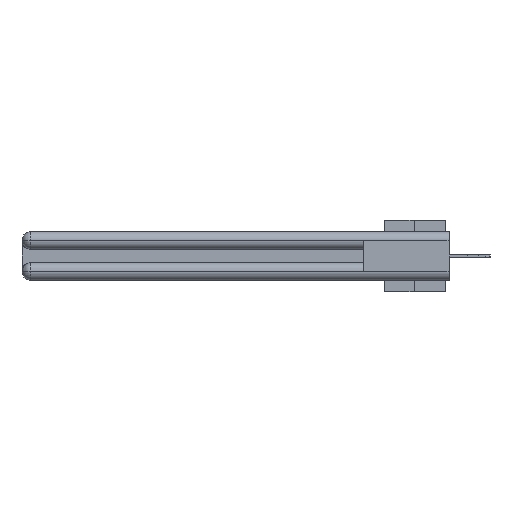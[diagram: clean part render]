
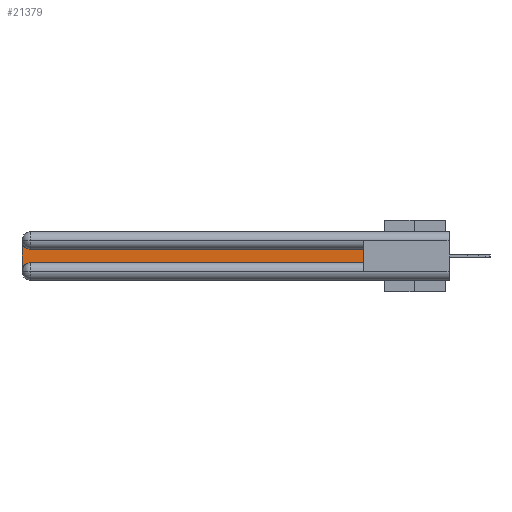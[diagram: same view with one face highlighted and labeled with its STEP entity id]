
A CAD part, left-side view. The second image highlights one B-rep face of the part: STEP entity #21379.
In plain terms, the highlighted planar face has unit normal (-1, 0, 0).
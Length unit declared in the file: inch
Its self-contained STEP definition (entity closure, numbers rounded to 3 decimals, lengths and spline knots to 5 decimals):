
#2034 = DIRECTION ( 'NONE',  ( 0., 0., -1. ) ) ;
#2694 = CARTESIAN_POINT ( 'NONE',  ( 0.075, 2.94, -0.2775 ) ) ;
#2999 = CARTESIAN_POINT ( 'NONE',  ( 0.075, 0.6, -0.2175 ) ) ;
#3138 = CIRCLE ( 'NONE', #8268, 0.06 ) ;
#3218 = DIRECTION ( 'NONE',  ( 1., 0., 0. ) ) ;
#4845 = VECTOR ( 'NONE', #25645, 39.37008 ) ;
#5258 = VECTOR ( 'NONE', #12134, 39.37008 ) ;
#5926 = DIRECTION ( 'NONE',  ( 0., 0., -1. ) ) ;
#6039 = VERTEX_POINT ( 'NONE', #20335 ) ;
#6321 = CARTESIAN_POINT ( 'NONE',  ( 0.075, 3., -0.1225 ) ) ;
#6405 = CARTESIAN_POINT ( 'NONE',  ( 0.075, 0.6, -0.1225 ) ) ;
#6564 = AXIS2_PLACEMENT_3D ( 'NONE', #40207, #21434, #2034 ) ;
#8113 = EDGE_CURVE ( 'NONE', #39500, #33616, #3138, .T. ) ;
#8268 = AXIS2_PLACEMENT_3D ( 'NONE', #2694, #25329, #5926 ) ;
#9126 = CARTESIAN_POINT ( 'NONE',  ( 0.075, 0.6, -0.1225 ) ) ;
#11840 = ORIENTED_EDGE ( 'NONE', *, *, #13298, .T. ) ;
#12134 = DIRECTION ( 'NONE',  ( 0., 0., -1. ) ) ;
#12340 = ORIENTED_EDGE ( 'NONE', *, *, #16843, .T. ) ;
#12478 = LINE ( 'NONE', #2999, #4845 ) ;
#13298 = EDGE_CURVE ( 'NONE', #6039, #39500, #13914, .T. ) ;
#13914 = LINE ( 'NONE', #28230, #5258 ) ;
#14935 = ORIENTED_EDGE ( 'NONE', *, *, #30320, .T. ) ;
#15233 = ORIENTED_EDGE ( 'NONE', *, *, #35201, .T. ) ;
#16120 = PLANE ( 'NONE',  #17305 ) ;
#16843 = EDGE_CURVE ( 'NONE', #33616, #28116, #23621, .T. ) ;
#17305 = AXIS2_PLACEMENT_3D ( 'NONE', #6321, #3218, #25856 ) ;
#18720 = EDGE_LOOP ( 'NONE', ( #14935, #36660, #11840, #34590, #12340, #15233 ) ) ;
#19348 = DIRECTION ( 'NONE',  ( 0., 1., 0. ) ) ;
#20335 = CARTESIAN_POINT ( 'NONE',  ( 0.075, 3., -0.0625 ) ) ;
#21379 = ADVANCED_FACE ( 'NONE', ( #24657 ), #16120, .F. ) ;
#21434 = DIRECTION ( 'NONE',  ( 1., 0., 0. ) ) ;
#22849 = CARTESIAN_POINT ( 'NONE',  ( 0.075, 3., -0.2775 ) ) ;
#23621 = LINE ( 'NONE', #30335, #31196 ) ;
#24657 = FACE_OUTER_BOUND ( 'NONE', #18720, .T. ) ;
#25260 = VECTOR ( 'NONE', #19348, 39.37008 ) ;
#25329 = DIRECTION ( 'NONE',  ( 1., 0., 0. ) ) ;
#25645 = DIRECTION ( 'NONE',  ( 0., 0., 1. ) ) ;
#25756 = CIRCLE ( 'NONE', #6564, 0.06 ) ;
#25856 = DIRECTION ( 'NONE',  ( 0., 0., -1. ) ) ;
#26269 = LINE ( 'NONE', #6405, #25260 ) ;
#27068 = DIRECTION ( 'NONE',  ( 0., -1., 0. ) ) ;
#28116 = VERTEX_POINT ( 'NONE', #38359 ) ;
#28230 = CARTESIAN_POINT ( 'NONE',  ( 0.075, 3., -0.2175 ) ) ;
#28757 = CARTESIAN_POINT ( 'NONE',  ( 0.075, 2.94, -0.1225 ) ) ;
#30320 = EDGE_CURVE ( 'NONE', #33696, #35186, #26269, .T. ) ;
#30335 = CARTESIAN_POINT ( 'NONE',  ( 0.075, 0.6, -0.2175 ) ) ;
#30585 = EDGE_CURVE ( 'NONE', #35186, #6039, #25756, .T. ) ;
#31196 = VECTOR ( 'NONE', #27068, 39.37008 ) ;
#33616 = VERTEX_POINT ( 'NONE', #41233 ) ;
#33696 = VERTEX_POINT ( 'NONE', #9126 ) ;
#34590 = ORIENTED_EDGE ( 'NONE', *, *, #8113, .T. ) ;
#35186 = VERTEX_POINT ( 'NONE', #28757 ) ;
#35201 = EDGE_CURVE ( 'NONE', #28116, #33696, #12478, .T. ) ;
#36660 = ORIENTED_EDGE ( 'NONE', *, *, #30585, .T. ) ;
#38359 = CARTESIAN_POINT ( 'NONE',  ( 0.075, 0.6, -0.2175 ) ) ;
#39500 = VERTEX_POINT ( 'NONE', #22849 ) ;
#40207 = CARTESIAN_POINT ( 'NONE',  ( 0.075, 2.94, -0.0625 ) ) ;
#41233 = CARTESIAN_POINT ( 'NONE',  ( 0.075, 2.94, -0.2175 ) ) ;
